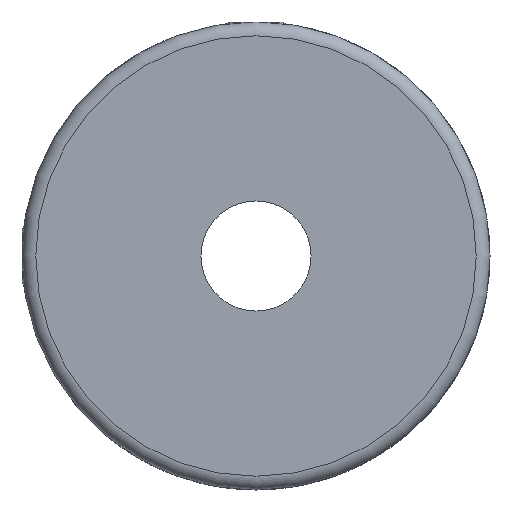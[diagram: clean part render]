
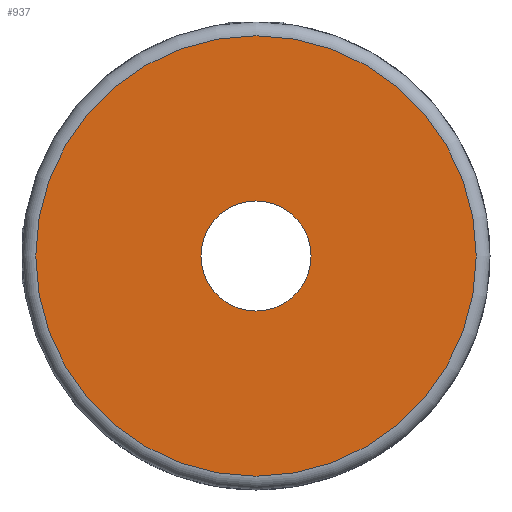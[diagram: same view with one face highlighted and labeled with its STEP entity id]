
A CAD part, left-side view. The second image highlights one B-rep face of the part: STEP entity #937.
In plain terms, the highlighted planar face has unit normal (-1, 0, 0).
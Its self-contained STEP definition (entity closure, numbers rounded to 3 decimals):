
#63=PLANE('',#1067);
#270=ORIENTED_EDGE('',*,*,#494,.T.);
#271=ORIENTED_EDGE('',*,*,#510,.F.);
#494=EDGE_CURVE('',#614,#614,#698,.T.);
#510=EDGE_CURVE('',#630,#630,#702,.T.);
#614=VERTEX_POINT('',#1484);
#630=VERTEX_POINT('',#1562);
#698=CIRCLE('',#1058,4.);
#702=CIRCLE('',#1068,16.);
#735=EDGE_LOOP('',(#270));
#736=EDGE_LOOP('',(#271));
#831=FACE_BOUND('',#735,.T.);
#832=FACE_BOUND('',#736,.T.);
#937=ADVANCED_FACE('',(#831,#832),#63,.T.);
#1058=AXIS2_PLACEMENT_3D('',#1483,#1179,#1180);
#1067=AXIS2_PLACEMENT_3D('',#1560,#1199,#1200);
#1068=AXIS2_PLACEMENT_3D('',#1561,#1201,#1202);
#1179=DIRECTION('',(1.,0.,0.));
#1180=DIRECTION('',(0.,0.,-1.));
#1199=DIRECTION('',(-1.,0.,0.));
#1200=DIRECTION('',(0.,0.,1.));
#1201=DIRECTION('',(1.,0.,0.));
#1202=DIRECTION('',(0.,0.,-1.));
#1483=CARTESIAN_POINT('',(0.,0.,0.));
#1484=CARTESIAN_POINT('',(0.,0.,-4.));
#1560=CARTESIAN_POINT('',(0.,16.,0.));
#1561=CARTESIAN_POINT('',(0.,0.,0.));
#1562=CARTESIAN_POINT('',(0.,0.,-16.));
